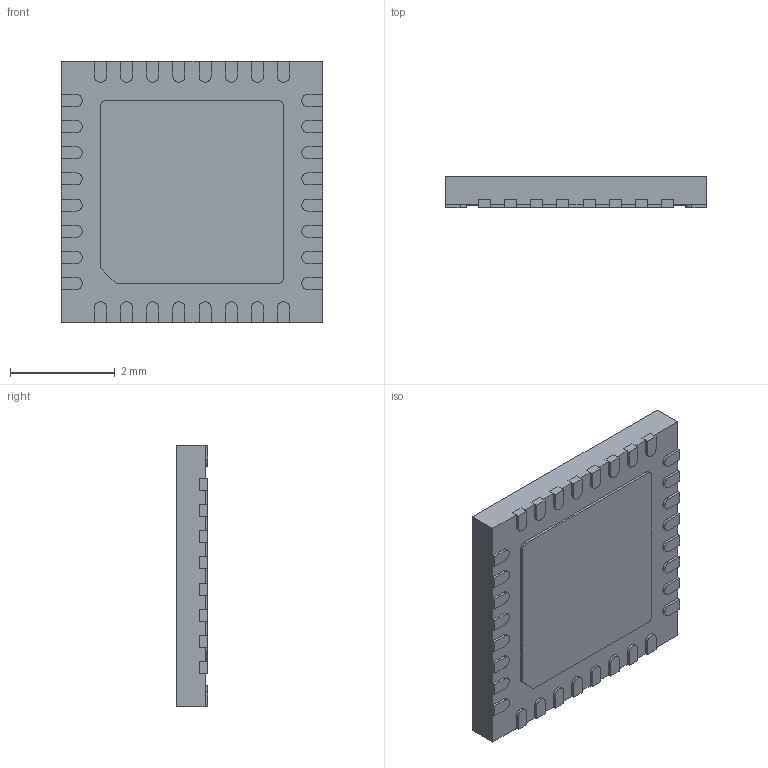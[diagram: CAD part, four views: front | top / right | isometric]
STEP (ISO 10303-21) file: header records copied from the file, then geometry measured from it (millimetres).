
FILE_DESCRIPTION (( 'STEP AP214' ), '1' );
FILE_NAME ('STM32L051K8U6.STEP', '2020-03-17T21:21:19', ( '' ), ( '' ), 'SwSTEP 2.0', 'SolidWorks 2017', '' );
FILE_SCHEMA (( 'AUTOMOTIVE_DESIGN' ));
Length unit declared in the file: millimetre
Products named in the file (1): STM32L051K8U6
Bounding box: 5 x 0.6 x 5 mm (x, y, z)
Volume: 14.5 mm3; surface area: 102.3 mm2
Topology: 34 solids, 34 shells, 361 faces, 876 edges, 584 vertices
Faces by surface type: plane 275, cylinder 86
Entity records: 10833 total; most frequent: CARTESIAN_POINT 1822, DIRECTION 1772, ORIENTED_EDGE 1752, EDGE_CURVE 876, LINE 704, VECTOR 704, VERTEX_POINT 584, AXIS2_PLACEMENT_3D 534
